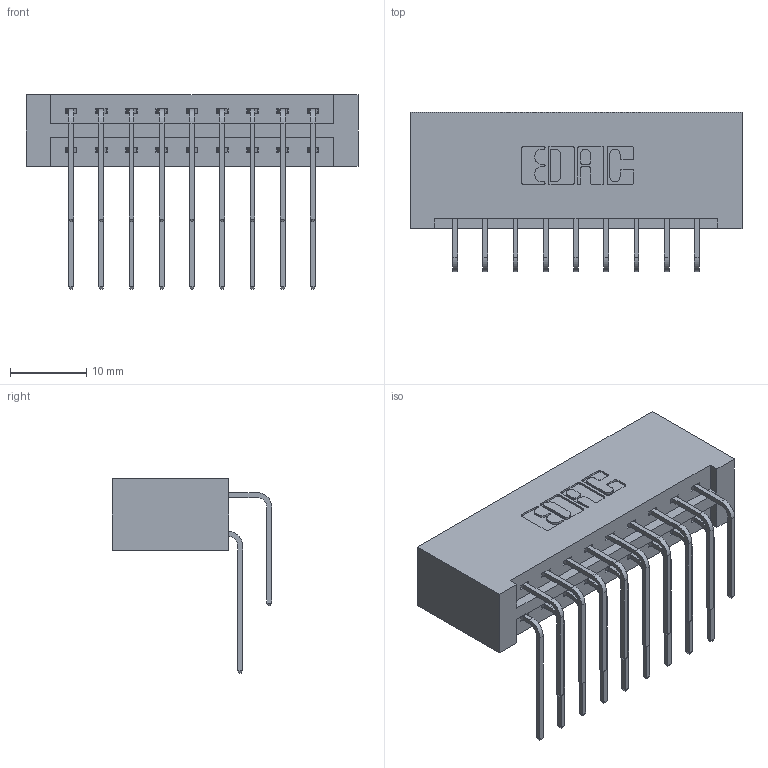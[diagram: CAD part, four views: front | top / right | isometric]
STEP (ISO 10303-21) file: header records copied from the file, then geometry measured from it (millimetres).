
FILE_DESCRIPTION (( 'STEP AP203' ), '1' );
FILE_NAME ('337-018-559-201.STEP', '2018-08-05T06:22:34', ( '' ), ( '' ), 'SwSTEP 2.0', 'SolidWorks 2016', '' );
FILE_SCHEMA (( 'CONFIG_CONTROL_DESIGN' ));
Length unit declared in the file: inch
Products named in the file (4): 337 Part_No Mounting Lugs; 345-292-001_558 559 Tail - 1; 345-292-001_559 Tail - 2; 337-018-559-201
Assembly tree (19 placements, depth 2):
  337-018-559-201
    337 Part_No Mounting Lugs
    345-292-001_558 559 Tail - 1  x9
    345-292-001_559 Tail - 2  x9
Bounding box: 43.54 x 20.9 x 25.53 mm (x, y, z)
Volume: 5013.4 mm3; surface area: 5924.6 mm2
Topology: 19 solids, 19 shells, 1114 faces, 3293 edges, 2170 vertices
Faces by surface type: plane 786, cylinder 328
Entity records: 12753 total; most frequent: CARTESIAN_POINT 2221, ORIENTED_EDGE 2106, DIRECTION 1925, EDGE_CURVE 1053, LINE 893, VECTOR 893, VERTEX_POINT 698, AXIS2_PLACEMENT_3D 516
